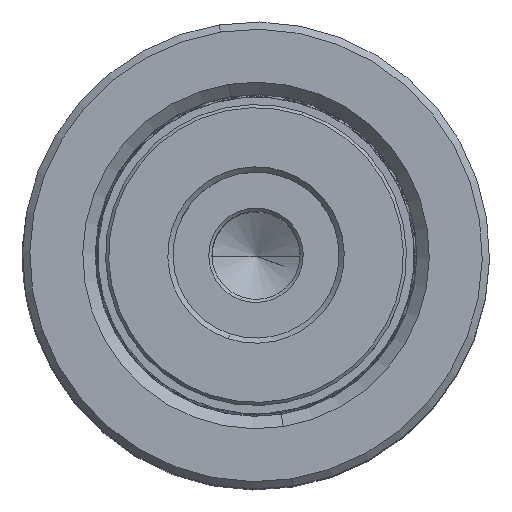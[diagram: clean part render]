
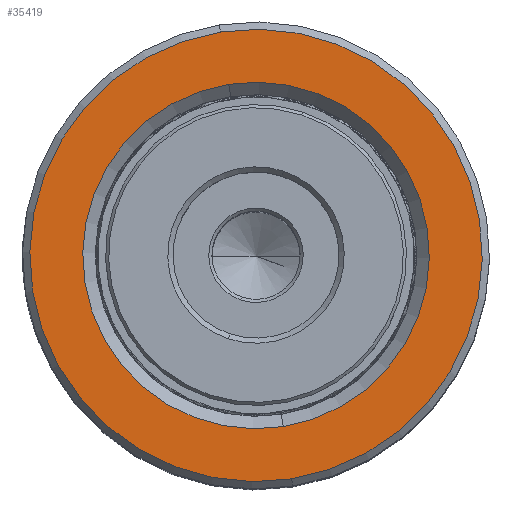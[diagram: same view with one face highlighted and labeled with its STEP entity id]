
A CAD part, top view. The second image highlights one B-rep face of the part: STEP entity #35419.
In plain terms, the highlighted planar face has unit normal (0, 0, 1).
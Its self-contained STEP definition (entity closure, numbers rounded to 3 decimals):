
#255 = AXIS2_PLACEMENT_3D ( 'NONE', #28215, #40379, #39858 ) ;
#411 = CARTESIAN_POINT ( 'NONE',  ( 0., 0., 60. ) ) ;
#754 = DIRECTION ( 'NONE',  ( 1., 0., 0. ) ) ;
#1260 = DIRECTION ( 'NONE',  ( 0., 0., -1. ) ) ;
#1857 = EDGE_CURVE ( 'NONE', #13378, #30544, #26813, .T. ) ;
#4543 = DIRECTION ( 'NONE',  ( 0., 0., -1. ) ) ;
#4559 = AXIS2_PLACEMENT_3D ( 'NONE', #17729, #50101, #45136 ) ;
#4638 = EDGE_CURVE ( 'NONE', #47510, #13672, #40198, .T. ) ;
#5993 = FACE_OUTER_BOUND ( 'NONE', #39220, .T. ) ;
#6752 = AXIS2_PLACEMENT_3D ( 'NONE', #9357, #1260, #9020 ) ;
#6973 = AXIS2_PLACEMENT_3D ( 'NONE', #43161, #23329, #50505 ) ;
#7042 = CARTESIAN_POINT ( 'NONE',  ( 21.8, 0., 60. ) ) ;
#9020 = DIRECTION ( 'NONE',  ( 1., 0., 0. ) ) ;
#9357 = CARTESIAN_POINT ( 'NONE',  ( 0., 0., 60. ) ) ;
#9864 = EDGE_CURVE ( 'NONE', #13672, #47510, #45553, .T. ) ;
#9887 = CARTESIAN_POINT ( 'NONE',  ( -21.8, 0., 60. ) ) ;
#10405 = EDGE_LOOP ( 'NONE', ( #44561, #27243 ) ) ;
#13378 = VERTEX_POINT ( 'NONE', #7042 ) ;
#13672 = VERTEX_POINT ( 'NONE', #24346 ) ;
#14856 = CIRCLE ( 'NONE', #4559, 21.8 ) ;
#15389 = ORIENTED_EDGE ( 'NONE', *, *, #1857, .T. ) ;
#17729 = CARTESIAN_POINT ( 'NONE',  ( 0., 0., 60. ) ) ;
#22728 = CARTESIAN_POINT ( 'NONE',  ( -16.7, 0., 60. ) ) ;
#23329 = DIRECTION ( 'NONE',  ( 0., 0., 1. ) ) ;
#24346 = CARTESIAN_POINT ( 'NONE',  ( 16.7, 0., 60. ) ) ;
#25389 = AXIS2_PLACEMENT_3D ( 'NONE', #411, #4543, #754 ) ;
#26813 = CIRCLE ( 'NONE', #6973, 21.8 ) ;
#27243 = ORIENTED_EDGE ( 'NONE', *, *, #4638, .T. ) ;
#28215 = CARTESIAN_POINT ( 'NONE',  ( 0., 0., 60. ) ) ;
#28893 = PLANE ( 'NONE',  #255 ) ;
#30544 = VERTEX_POINT ( 'NONE', #9887 ) ;
#34496 = EDGE_CURVE ( 'NONE', #30544, #13378, #14856, .T. ) ;
#35419 = ADVANCED_FACE ( 'NONE', ( #5993, #43984 ), #28893, .T. ) ;
#36190 = ORIENTED_EDGE ( 'NONE', *, *, #34496, .T. ) ;
#39220 = EDGE_LOOP ( 'NONE', ( #36190, #15389 ) ) ;
#39858 = DIRECTION ( 'NONE',  ( 1., 0., 0. ) ) ;
#40198 = CIRCLE ( 'NONE', #25389, 16.7 ) ;
#40379 = DIRECTION ( 'NONE',  ( 0., 0., 1. ) ) ;
#43161 = CARTESIAN_POINT ( 'NONE',  ( 0., 0., 60. ) ) ;
#43984 = FACE_BOUND ( 'NONE', #10405, .T. ) ;
#44561 = ORIENTED_EDGE ( 'NONE', *, *, #9864, .T. ) ;
#45136 = DIRECTION ( 'NONE',  ( 1., 0., 0. ) ) ;
#45553 = CIRCLE ( 'NONE', #6752, 16.7 ) ;
#47510 = VERTEX_POINT ( 'NONE', #22728 ) ;
#50101 = DIRECTION ( 'NONE',  ( 0., 0., 1. ) ) ;
#50505 = DIRECTION ( 'NONE',  ( 1., 0., 0. ) ) ;
